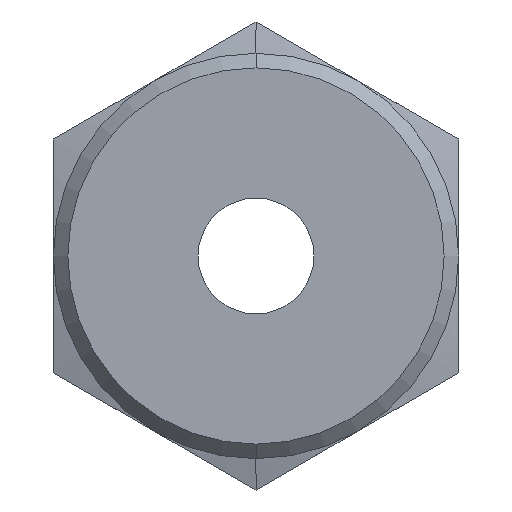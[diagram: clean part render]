
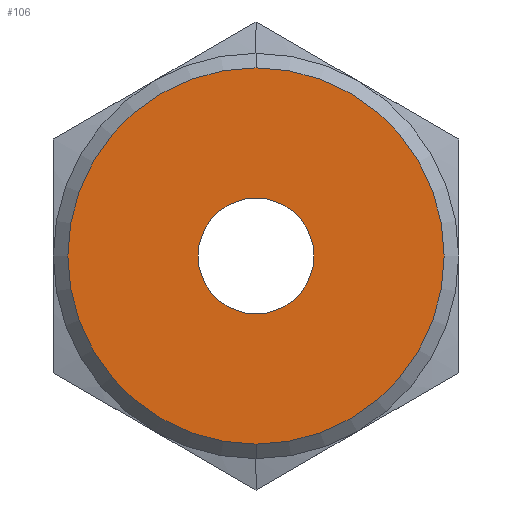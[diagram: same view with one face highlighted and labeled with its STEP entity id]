
A CAD part, front view. The second image highlights one B-rep face of the part: STEP entity #106.
In plain terms, the highlighted planar face has unit normal (0, -1, 0).
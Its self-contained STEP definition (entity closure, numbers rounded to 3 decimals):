
#106=ADVANCED_FACE('',(#226,#227),#228,.F.);
#226=FACE_OUTER_BOUND('',#357,.T.);
#227=FACE_BOUND('',#358,.T.);
#228=PLANE('',#359);
#357=EDGE_LOOP('',(#605,#606));
#358=EDGE_LOOP('',(#607,#608));
#359=AXIS2_PLACEMENT_3D('',#609,#610,#611);
#605=ORIENTED_EDGE('',*,*,#845,.T.);
#606=ORIENTED_EDGE('',*,*,#766,.T.);
#607=ORIENTED_EDGE('',*,*,#843,.T.);
#608=ORIENTED_EDGE('',*,*,#784,.T.);
#609=CARTESIAN_POINT('',(7.0,-23.5,0.0));
#610=DIRECTION('',(0.,1.0,0.0));
#611=DIRECTION('',(0.0,0.0,1.0));
#766=EDGE_CURVE('',#906,#907,#908,.T.);
#784=EDGE_CURVE('',#936,#937,#938,.T.);
#843=EDGE_CURVE('',#937,#936,#1015,.T.);
#845=EDGE_CURVE('',#907,#906,#1017,.T.);
#906=VERTEX_POINT('',#1096);
#907=VERTEX_POINT('',#1097);
#908=CIRCLE('',#1098,6.5);
#936=VERTEX_POINT('',#1134);
#937=VERTEX_POINT('',#1135);
#938=CIRCLE('',#1136,2.0);
#1015=CIRCLE('',#1291,2.0);
#1017=CIRCLE('',#1293,6.5);
#1096=CARTESIAN_POINT('',(0.,-23.5,-6.5));
#1097=CARTESIAN_POINT('',(0.,-23.5,6.5));
#1098=AXIS2_PLACEMENT_3D('',#1340,#1341,#1342);
#1134=CARTESIAN_POINT('',(0.,-23.5,-2.0));
#1135=CARTESIAN_POINT('',(0.,-23.5,2.0));
#1136=AXIS2_PLACEMENT_3D('',#1366,#1367,#1368);
#1291=AXIS2_PLACEMENT_3D('',#1430,#1431,#1432);
#1293=AXIS2_PLACEMENT_3D('',#1433,#1434,#1435);
#1340=CARTESIAN_POINT('',(0.,-23.5,0.0));
#1341=DIRECTION('',(0.,-1.0,0.0));
#1342=DIRECTION('',(0.0,0.0,1.0));
#1366=CARTESIAN_POINT('',(0.,-23.5,0.0));
#1367=DIRECTION('',(0.,1.0,0.0));
#1368=DIRECTION('',(0.0,0.0,1.0));
#1430=CARTESIAN_POINT('',(0.,-23.5,0.0));
#1431=DIRECTION('',(0.,1.0,0.0));
#1432=DIRECTION('',(0.0,0.0,1.0));
#1433=CARTESIAN_POINT('',(0.,-23.5,0.0));
#1434=DIRECTION('',(0.,-1.0,0.0));
#1435=DIRECTION('',(0.0,0.0,1.0));
